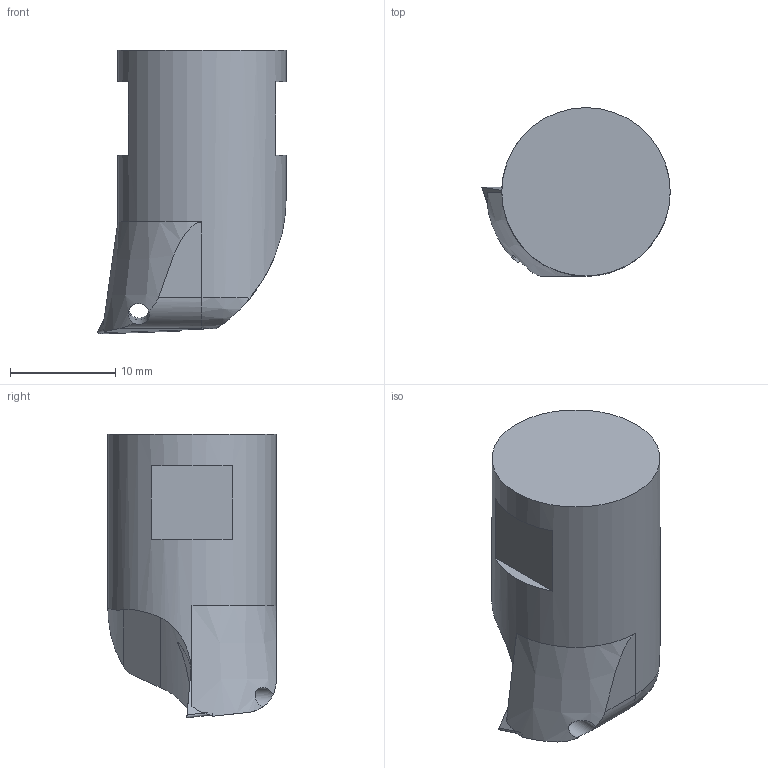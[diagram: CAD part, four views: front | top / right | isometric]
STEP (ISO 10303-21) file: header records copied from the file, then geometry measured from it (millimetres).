
FILE_DESCRIPTION((''),'1');
FILE_NAME('EB20N.stp','2022-09-27T07:00:40',(''),(''),'Spatial Interop R21 SP3','Kubotek KeyCreator 2011 V10.0.2 (22737)',' ');
FILE_SCHEMA(('automotive_design'));
Length unit declared in the file: millimetre
Products named in the file (2): 241[3]; 240[2]
Bounding box: 17.89 x 16 x 26.96 mm (x, y, z)
Volume: 4632.3 mm3; surface area: 1769.4 mm2
Topology: 2 solids, 2 shells, 36 faces, 96 edges, 64 vertices
Faces by surface type: plane 23, cylinder 11, cone 1, bspline 1
Full cylindrical faces by diameter (mm): 2 x2, 16 x1
Entity records: 2148 total; most frequent: CARTESIAN_POINT 348, DIRECTION 178, ORIENTED_EDGE 178, PRESENTATION_STYLE_ASSIGNMENT 165, COLOUR_RGB 165, STYLED_ITEM 127, CURVE_STYLE 127, DRAUGHTING_PRE_DEFINED_CURVE_FONT 127
